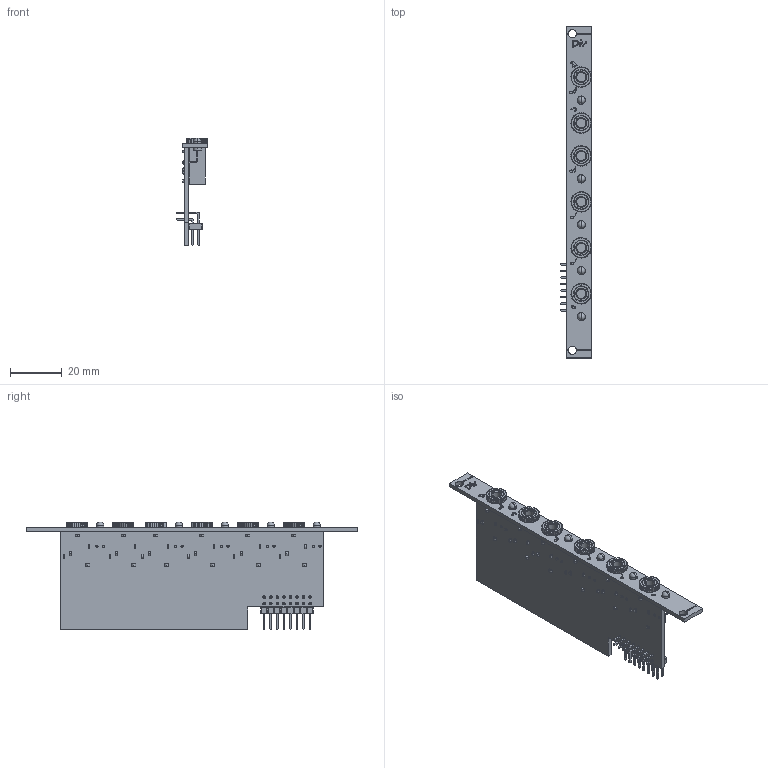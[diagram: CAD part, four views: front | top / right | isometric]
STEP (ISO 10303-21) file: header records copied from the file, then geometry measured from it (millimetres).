
FILE_DESCRIPTION (( 'STEP AP214' ), '1' );
FILE_NAME ('Slimline Clock Divider V2 Module.STEP', '2023-03-04T07:43:29', ( '' ), ( '' ), 'SwSTEP 2.0', 'SolidWorks 2020', '' );
FILE_SCHEMA (( 'AUTOMOTIVE_DESIGN' ));
Length unit declared in the file: millimetre
Products named in the file (15): Slimline Clock Divider V2 Module; PJ-324M^Slimline Clock Divider SMD Main_Slimline Clock Divider V2 Module; LED 3mm gebogen 2HP Standard; Header 2P - Right Angle - Jameco; SOLID^PJ-324M_Slimline Clock Divider SMD Main_Slimline Clock Divider V2 Module; Slimline Clock Divider SMD Main PCB^Slimline Clock Divider SMD Main_Slimline Clock Divider V2 Module; Slimline Clock Divider SMD Main^Slimline Clock Divider V2 Module; Header 8 x 2P - RA; Nut; Slimline Clock Divider V2 Front
Assembly tree (35 placements, depth 4):
  Slimline Clock Divider V2 Module
    Slimline Clock Divider V2 Front
    Nut  x6
    LED 3mm gebogen 2HP Standard  x5
    Slimline Clock Divider SMD Main^Slimline Clock Divider V2 Module
      PJ-324M^Slimline Clock Divider SMD Main_Slimline Clock Divider V2 Module
        SOLID^PJ-324M_Slimline Clock Divider SMD Main_Slimline Clock Divider V2 Module
      PJ-324M^Slimline Clock Divider SMD Main_Slimline Clock Divider V2 Module
        SOLID^PJ-324M_Slimline Clock Divider SMD Main_Slimline Clock Divider V2 Module
      PJ-324M^Slimline Clock Divider SMD Main_Slimline Clock Divider V2 Module
        SOLID^PJ-324M_Slimline Clock Divider SMD Main_Slimline Clock Divider V2 Module
      PJ-324M^Slimline Clock Divider SMD Main_Slimline Clock Divider V2 Module
        SOLID^PJ-324M_Slimline Clock Divider SMD Main_Slimline Clock Divider V2 Module
      PJ-324M^Slimline Clock Divider SMD Main_Slimline Clock Divider V2 Module
        SOLID^PJ-324M_Slimline Clock Divider SMD Main_Slimline Clock Divider V2 Module
      PJ-324M^Slimline Clock Divider SMD Main_Slimline Clock Divider V2 Module
        SOLID^PJ-324M_Slimline Clock Divider SMD Main_Slimline Clock Divider V2 Module
      Slimline Clock Divider SMD Main PCB^Slimline Clock Divider SMD Main_Slimline Clock Divider V2 Module
    Header 8 x 2P - RA
      Header 2P - Right Angle - Jameco  x8
Bounding box: 12.05 x 128.5 x 41.7 mm (x, y, z)
Volume: 14685 mm3; surface area: 17876.5 mm2
Topology: 37 solids, 37 shells, 2223 faces, 5949 edges, 3895 vertices
Faces by surface type: plane 1177, bspline 418, cone 378, cylinder 240, sphere 10
Entity records: 32514 total; most frequent: CARTESIAN_POINT 10990, ORIENTED_EDGE 4056, DIRECTION 3100, EDGE_CURVE 2028, VERTEX_POINT 1342, LINE 1104, VECTOR 1104, AXIS2_PLACEMENT_3D 998
